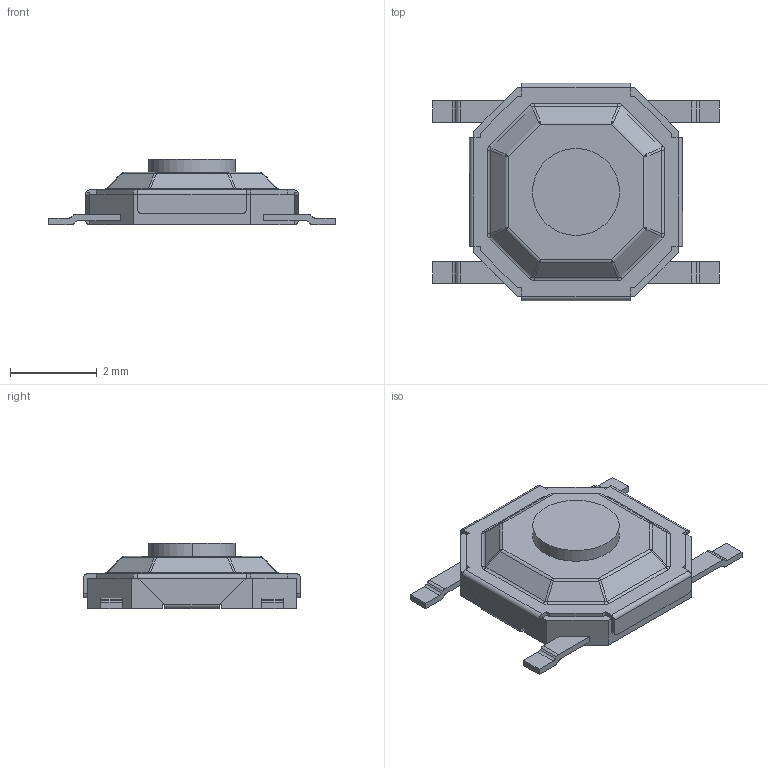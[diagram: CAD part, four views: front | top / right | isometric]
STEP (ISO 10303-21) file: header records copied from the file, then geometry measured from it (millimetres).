
FILE_DESCRIPTION((''),'2;1');
FILE_NAME('C-8-1437565-0','2012-08-28T',('workeradm'),('Tyco Electronics Ltd.'),'PRO/ENGINEER BY PARAMETRIC TECHNOLOGY CORPORATION, 2010430','PRO/ENGINEER BY PARAMETRIC TECHNOLOGY CORPORATION, 2010430','');
FILE_SCHEMA(('AUTOMOTIVE_DESIGN { 1 0 10303 214 1 1 1 1 }'));
Length unit declared in the file: millimetre
Products named in the file (1): C-8-1437565-0
Bounding box: 6.6 x 5 x 1.5 mm (x, y, z)
Volume: 22.3 mm3; surface area: 68.7 mm2
Topology: 1 solids, 1 shells, 180 faces, 468 edges, 296 vertices
Faces by surface type: plane 104, cylinder 60, bspline 8, sphere 8
Entity records: 6029 total; most frequent: CARTESIAN_POINT 1300, ORIENTED_EDGE 936, DIRECTION 904, EDGE_CURVE 468, VECTOR 336, LINE 336, VERTEX_POINT 296, AXIS2_PLACEMENT_3D 284
